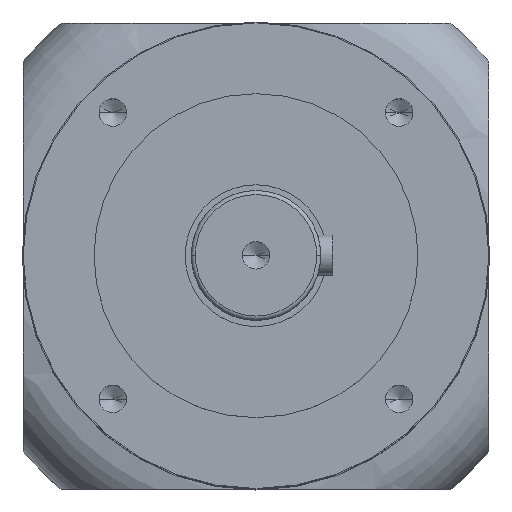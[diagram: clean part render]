
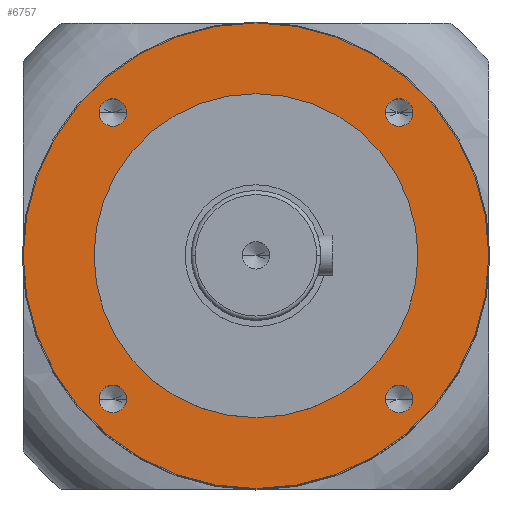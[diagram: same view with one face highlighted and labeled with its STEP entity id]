
A CAD part, top view. The second image highlights one B-rep face of the part: STEP entity #6757.
In plain terms, the highlighted planar face has unit normal (0, 0, 1).
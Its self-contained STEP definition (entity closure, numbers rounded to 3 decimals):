
#41 = DIRECTION ( 'NONE',  ( 0., 0., 1. ) ) ;
#73 = CARTESIAN_POINT ( 'NONE',  ( 38.755, 35.355, -58. ) ) ;
#75 = AXIS2_PLACEMENT_3D ( 'NONE', #5651, #5613, #5586 ) ;
#159 = EDGE_LOOP ( 'NONE', ( #7494, #278 ) ) ;
#278 = ORIENTED_EDGE ( 'NONE', *, *, #3298, .F. ) ;
#339 = EDGE_LOOP ( 'NONE', ( #3966, #5186 ) ) ;
#365 = DIRECTION ( 'NONE',  ( 1., 0., 0. ) ) ;
#384 = DIRECTION ( 'NONE',  ( -1., 0., 0. ) ) ;
#414 = DIRECTION ( 'NONE',  ( 0., 0., 1. ) ) ;
#614 = DIRECTION ( 'NONE',  ( 1., 0., 0. ) ) ;
#644 = DIRECTION ( 'NONE',  ( 0., 0., 1. ) ) ;
#676 = CARTESIAN_POINT ( 'NONE',  ( 0., 0., -58. ) ) ;
#767 = CIRCLE ( 'NONE', #5194, 3.4 ) ;
#792 = EDGE_CURVE ( 'NONE', #4199, #2872, #767, .T. ) ;
#868 = EDGE_CURVE ( 'NONE', #5685, #7772, #2969, .T. ) ;
#1487 = AXIS2_PLACEMENT_3D ( 'NONE', #8315, #8286, #8254 ) ;
#1505 = AXIS2_PLACEMENT_3D ( 'NONE', #4526, #414, #5179 ) ;
#1554 = AXIS2_PLACEMENT_3D ( 'NONE', #6027, #2052, #6721 ) ;
#1626 = CARTESIAN_POINT ( 'NONE',  ( 38.755, -35.355, -58. ) ) ;
#1784 = CARTESIAN_POINT ( 'NONE',  ( -57.5, 0., -58. ) ) ;
#1879 = AXIS2_PLACEMENT_3D ( 'NONE', #5791, #5676, #5718 ) ;
#1971 = AXIS2_PLACEMENT_3D ( 'NONE', #2496, #7185, #3198 ) ;
#2046 = VERTEX_POINT ( 'NONE', #4283 ) ;
#2052 = DIRECTION ( 'NONE',  ( 0., 0., 1. ) ) ;
#2059 = CARTESIAN_POINT ( 'NONE',  ( 31.955, 35.355, -58. ) ) ;
#2122 = CARTESIAN_POINT ( 'NONE',  ( 0., 0., -58. ) ) ;
#2185 = ORIENTED_EDGE ( 'NONE', *, *, #6384, .F. ) ;
#2209 = EDGE_LOOP ( 'NONE', ( #4385, #6964 ) ) ;
#2370 = CIRCLE ( 'NONE', #1505, 3.4 ) ;
#2496 = CARTESIAN_POINT ( 'NONE',  ( 0., 0., -58. ) ) ;
#2653 = EDGE_CURVE ( 'NONE', #7318, #2046, #3846, .T. ) ;
#2834 = DIRECTION ( 'NONE',  ( 1., 0., 0. ) ) ;
#2857 = FACE_OUTER_BOUND ( 'NONE', #8049, .T. ) ;
#2872 = VERTEX_POINT ( 'NONE', #2059 ) ;
#2876 = FACE_BOUND ( 'NONE', #159, .T. ) ;
#2885 = FACE_BOUND ( 'NONE', #339, .T. ) ;
#2969 = CIRCLE ( 'NONE', #1879, 3.4 ) ;
#2973 = AXIS2_PLACEMENT_3D ( 'NONE', #2122, #6797, #2834 ) ;
#3034 = EDGE_CURVE ( 'NONE', #4388, #8723, #8560, .T. ) ;
#3052 = FACE_BOUND ( 'NONE', #6520, .T. ) ;
#3118 = FACE_BOUND ( 'NONE', #2209, .T. ) ;
#3130 = CIRCLE ( 'NONE', #1971, 57.5 ) ;
#3172 = CARTESIAN_POINT ( 'NONE',  ( 0., 57.5, -58. ) ) ;
#3198 = DIRECTION ( 'NONE',  ( 1., 0., 0. ) ) ;
#3216 = CARTESIAN_POINT ( 'NONE',  ( 31.955, -35.355, -58. ) ) ;
#3273 = FACE_BOUND ( 'NONE', #4393, .T. ) ;
#3284 = CARTESIAN_POINT ( 'NONE',  ( 40., 0., -58. ) ) ;
#3298 = EDGE_CURVE ( 'NONE', #7979, #6202, #4732, .T. ) ;
#3444 = VERTEX_POINT ( 'NONE', #6790 ) ;
#3447 = ORIENTED_EDGE ( 'NONE', *, *, #3034, .T. ) ;
#3495 = CARTESIAN_POINT ( 'NONE',  ( -35.355, 35.355, -58. ) ) ;
#3846 = CIRCLE ( 'NONE', #75, 3.4 ) ;
#3853 = PLANE ( 'NONE',  #4141 ) ;
#3966 = ORIENTED_EDGE ( 'NONE', *, *, #792, .F. ) ;
#4084 = AXIS2_PLACEMENT_3D ( 'NONE', #676, #644, #614 ) ;
#4141 = AXIS2_PLACEMENT_3D ( 'NONE', #3172, #4502, #384 ) ;
#4158 = DIRECTION ( 'NONE',  ( 1., 0., 0. ) ) ;
#4191 = CARTESIAN_POINT ( 'NONE',  ( -35.355, -35.355, -58. ) ) ;
#4199 = VERTEX_POINT ( 'NONE', #73 ) ;
#4228 = ORIENTED_EDGE ( 'NONE', *, *, #8483, .F. ) ;
#4283 = CARTESIAN_POINT ( 'NONE',  ( -38.755, 35.355, -58. ) ) ;
#4329 = AXIS2_PLACEMENT_3D ( 'NONE', #4191, #41, #4834 ) ;
#4385 = ORIENTED_EDGE ( 'NONE', *, *, #2653, .F. ) ;
#4388 = VERTEX_POINT ( 'NONE', #7034 ) ;
#4393 = EDGE_LOOP ( 'NONE', ( #2185, #4228 ) ) ;
#4473 = EDGE_CURVE ( 'NONE', #8723, #4388, #3130, .T. ) ;
#4489 = EDGE_CURVE ( 'NONE', #2872, #4199, #2370, .T. ) ;
#4495 = DIRECTION ( 'NONE',  ( 0., 0., 1. ) ) ;
#4502 = DIRECTION ( 'NONE',  ( 0., 0., -1. ) ) ;
#4526 = CARTESIAN_POINT ( 'NONE',  ( 35.355, 35.355, -58. ) ) ;
#4695 = CARTESIAN_POINT ( 'NONE',  ( -31.955, -35.355, -58. ) ) ;
#4732 = CIRCLE ( 'NONE', #4084, 40. ) ;
#4834 = DIRECTION ( 'NONE',  ( 1., 0., 0. ) ) ;
#5141 = CIRCLE ( 'NONE', #8569, 3.4 ) ;
#5179 = DIRECTION ( 'NONE',  ( 1., 0., 0. ) ) ;
#5186 = ORIENTED_EDGE ( 'NONE', *, *, #4489, .F. ) ;
#5194 = AXIS2_PLACEMENT_3D ( 'NONE', #5295, #6733, #6580 ) ;
#5295 = CARTESIAN_POINT ( 'NONE',  ( 35.355, 35.355, -58. ) ) ;
#5509 = ORIENTED_EDGE ( 'NONE', *, *, #868, .F. ) ;
#5586 = DIRECTION ( 'NONE',  ( 1., 0., 0. ) ) ;
#5613 = DIRECTION ( 'NONE',  ( 0., 0., 1. ) ) ;
#5651 = CARTESIAN_POINT ( 'NONE',  ( -35.355, 35.355, -58. ) ) ;
#5676 = DIRECTION ( 'NONE',  ( 0., 0., 1. ) ) ;
#5685 = VERTEX_POINT ( 'NONE', #3216 ) ;
#5718 = DIRECTION ( 'NONE',  ( 1., 0., 0. ) ) ;
#5791 = CARTESIAN_POINT ( 'NONE',  ( 35.355, -35.355, -58. ) ) ;
#6027 = CARTESIAN_POINT ( 'NONE',  ( -35.355, -35.355, -58. ) ) ;
#6202 = VERTEX_POINT ( 'NONE', #3284 ) ;
#6255 = CIRCLE ( 'NONE', #2973, 40. ) ;
#6265 = CIRCLE ( 'NONE', #4329, 3.4 ) ;
#6270 = VERTEX_POINT ( 'NONE', #4695 ) ;
#6323 = ORIENTED_EDGE ( 'NONE', *, *, #4473, .T. ) ;
#6372 = EDGE_CURVE ( 'NONE', #6202, #7979, #6255, .T. ) ;
#6384 = EDGE_CURVE ( 'NONE', #6270, #3444, #6265, .T. ) ;
#6520 = EDGE_LOOP ( 'NONE', ( #8161, #5509 ) ) ;
#6580 = DIRECTION ( 'NONE',  ( 1., 0., 0. ) ) ;
#6721 = DIRECTION ( 'NONE',  ( 1., 0., 0. ) ) ;
#6733 = DIRECTION ( 'NONE',  ( 0., 0., 1. ) ) ;
#6757 = ADVANCED_FACE ( 'NONE', ( #3118, #2885, #3052, #3273, #2876, #2857 ), #3853, .F. ) ;
#6790 = CARTESIAN_POINT ( 'NONE',  ( -38.755, -35.355, -58. ) ) ;
#6797 = DIRECTION ( 'NONE',  ( 0., 0., 1. ) ) ;
#6964 = ORIENTED_EDGE ( 'NONE', *, *, #7922, .F. ) ;
#7034 = CARTESIAN_POINT ( 'NONE',  ( 57.5, 0., -58. ) ) ;
#7185 = DIRECTION ( 'NONE',  ( 0., 0., 1. ) ) ;
#7318 = VERTEX_POINT ( 'NONE', #8374 ) ;
#7494 = ORIENTED_EDGE ( 'NONE', *, *, #6372, .F. ) ;
#7772 = VERTEX_POINT ( 'NONE', #1626 ) ;
#7792 = AXIS2_PLACEMENT_3D ( 'NONE', #8515, #4495, #365 ) ;
#7833 = CIRCLE ( 'NONE', #1554, 3.4 ) ;
#7922 = EDGE_CURVE ( 'NONE', #2046, #7318, #5141, .T. ) ;
#7979 = VERTEX_POINT ( 'NONE', #8202 ) ;
#8049 = EDGE_LOOP ( 'NONE', ( #3447, #6323 ) ) ;
#8161 = ORIENTED_EDGE ( 'NONE', *, *, #8240, .F. ) ;
#8173 = DIRECTION ( 'NONE',  ( 0., 0., 1. ) ) ;
#8202 = CARTESIAN_POINT ( 'NONE',  ( -40., 0., -58. ) ) ;
#8240 = EDGE_CURVE ( 'NONE', #7772, #5685, #8630, .T. ) ;
#8254 = DIRECTION ( 'NONE',  ( 1., 0., 0. ) ) ;
#8286 = DIRECTION ( 'NONE',  ( 0., 0., 1. ) ) ;
#8315 = CARTESIAN_POINT ( 'NONE',  ( 0., 0., -58. ) ) ;
#8374 = CARTESIAN_POINT ( 'NONE',  ( -31.955, 35.355, -58. ) ) ;
#8483 = EDGE_CURVE ( 'NONE', #3444, #6270, #7833, .T. ) ;
#8515 = CARTESIAN_POINT ( 'NONE',  ( 35.355, -35.355, -58. ) ) ;
#8560 = CIRCLE ( 'NONE', #1487, 57.5 ) ;
#8569 = AXIS2_PLACEMENT_3D ( 'NONE', #3495, #8173, #4158 ) ;
#8630 = CIRCLE ( 'NONE', #7792, 3.4 ) ;
#8723 = VERTEX_POINT ( 'NONE', #1784 ) ;
